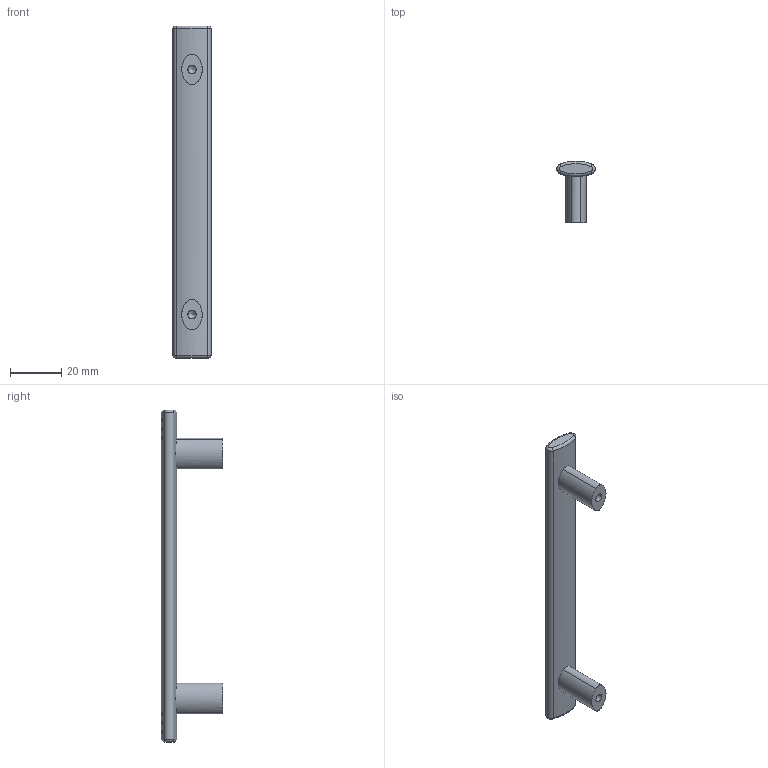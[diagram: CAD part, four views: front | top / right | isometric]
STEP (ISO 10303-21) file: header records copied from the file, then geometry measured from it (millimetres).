
FILE_DESCRIPTION(('Creo Elements/Direct Modeling STEP Export'),'2;1');
FILE_NAME('1313-130.stp','2018-08-17T11:54:50',(''),(''),'Creo Elements/Direct Modeling STEP processor for AP214 (Solid Model)','Creo Elements/Direct Modeling 20.0 12-Nov-2016 (C) Parametric Technology GmbH','');
FILE_SCHEMA(('AUTOMOTIVE_DESIGN { 1 0 10303 214 1 1 1 1 }'));
Length unit declared in the file: millimetre
Products named in the file (1): 1313-130
Bounding box: 15 x 24 x 130 mm (x, y, z)
Volume: 11843.2 mm3; surface area: 6072.5 mm2
Topology: 1 solids, 1 shells, 92 faces, 206 edges, 136 vertices
Faces by surface type: cylinder 56, plane 24, torus 8, cone 4
Entity records: 7902 total; most frequent: CARTESIAN_POINT 5791, DIRECTION 406, ORIENTED_EDGE 404, EDGE_CURVE 202, AXIS2_PLACEMENT_3D 173, VERTEX_POINT 136, EDGE_LOOP 116, FACE_OUTER_BOUND 92
